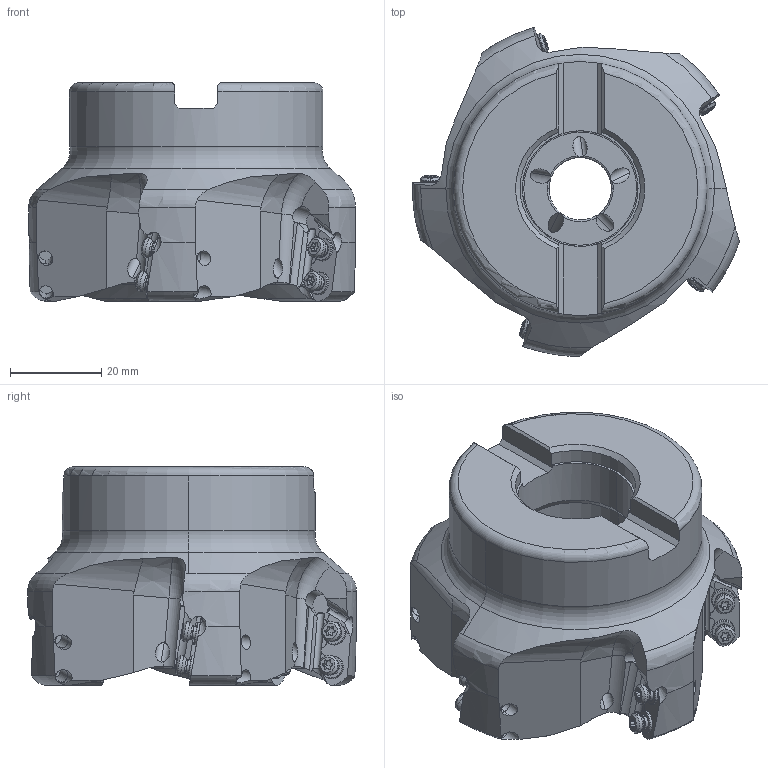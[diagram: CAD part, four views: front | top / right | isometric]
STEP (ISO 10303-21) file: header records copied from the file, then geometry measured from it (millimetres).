
FILE_DESCRIPTION(/* description */ (''),/* implementation_level */ '2;1');
FILE_NAME(/* name */ 'AXD4000UR0305CB.stp',/* time_stamp */ '2021-10-19T09:07:13+09:00',/* author */ (''),/* organization */ (''),/* preprocessor_version */ 'ST-DEVELOPER v16',/* originating_system */ 'SIEMENS PLM Software NX 10.0',/* authorisation */ '');
FILE_SCHEMA (('AUTOMOTIVE_DESIGN { 1 0 10303 214 3 1 1 1 }'));
Length unit declared in the file: millimetre
Products named in the file (1): AXD4000UR0305CB_ASM
Bounding box: 71.76 x 72.2 x 47.92 mm (x, y, z)
Volume: 105156 mm3; surface area: 22465 mm2
Topology: 11 solids, 11 shells, 724 faces, 2254 edges, 1535 vertices
Faces by surface type: cylinder 359, plane 161, cone 112, torus 52, sphere 40
Entity records: 31349 total; most frequent: CARTESIAN_POINT 11170, ORIENTED_EDGE 4444, DIRECTION 4104, EDGE_CURVE 2222, AXIS2_PLACEMENT_3D 1745, VERTEX_POINT 1527, CIRCLE 915, EDGE_LOOP 763
